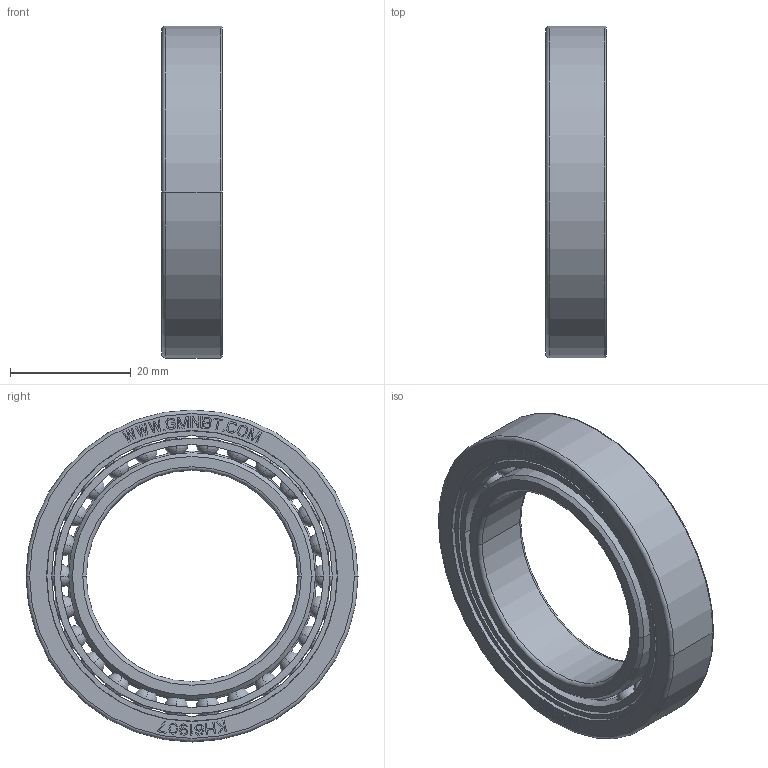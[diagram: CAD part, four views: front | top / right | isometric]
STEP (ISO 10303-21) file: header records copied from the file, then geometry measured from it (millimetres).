
FILE_DESCRIPTION((''),'2;1');
FILE_NAME('KH61907_PRT','2014-11-17T',('sales 4'),(''),'PRO/ENGINEER BY PARAMETRIC TECHNOLOGY CORPORATION, 2013150','PRO/ENGINEER BY PARAMETRIC TECHNOLOGY CORPORATION, 2013150','');
FILE_SCHEMA(('AUTOMOTIVE_DESIGN { 1 0 10303 214 1 1 1 1 }'));
Length unit declared in the file: millimetre
Products named in the file (1): KH61907_PRT
Bounding box: 10.01 x 55 x 55 mm (x, y, z)
Volume: 11135.2 mm3; surface area: 11025.9 mm2
Topology: 29 solids, 29 shells, 638 faces, 1792 edges, 1132 vertices
Faces by surface type: plane 494, cylinder 70, sphere 52, torus 12, cone 10
Entity records: 30591 total; most frequent: CARTESIAN_POINT 9106, ORIENTED_EDGE 3376, DIRECTION 2980, PRESENTATION_STYLE_ASSIGNMENT 1743, STYLED_ITEM 1717, CURVE_STYLE 1688, EDGE_CURVE 1688, VECTOR 1464
